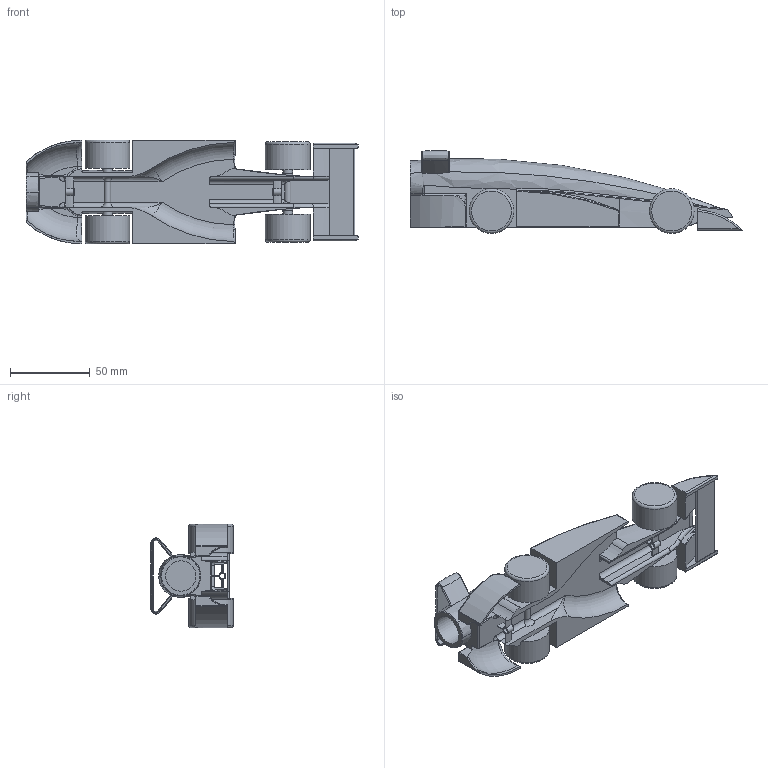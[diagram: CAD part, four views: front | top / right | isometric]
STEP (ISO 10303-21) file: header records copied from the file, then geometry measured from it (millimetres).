
FILE_DESCRIPTION(/* description */ (''),/* implementation_level */ '2;1');
FILE_NAME(/* name */ 'P11 [v12].step',/* time_stamp */ '2024-05-21T21:03:01+04:00',/* author */ (''),/* organization */ (''),/* preprocessor_version */ 'ST-DEVELOPER v20',/* originating_system */ 'Autodesk Translation Framework v13.14.0.145',/* authorisation */ '');
FILE_SCHEMA (('AUTOMOTIVE_DESIGN { 1 0 10303 214 3 1 1 }'));
Length unit declared in the file: millimetre
Products named in the file (2): P11; F1 Wheel [28mm]
Assembly tree (4 placements, depth 2):
  P11
    F1 Wheel [28mm]  x4
Bounding box: 208.03 x 51.99 x 65 mm (x, y, z)
Volume: 191421.2 mm3; surface area: 58113.9 mm2
Topology: 5 solids, 5 shells, 325 faces, 873 edges, 543 vertices
Faces by surface type: cylinder 107, bspline 86, plane 74, torus 48, sphere 6, cone 4
Full cylindrical faces by diameter (mm): 3.5 x2, 6 x6, 19 x1, 28 x4
Entity records: 21922 total; most frequent: CARTESIAN_POINT 14814, ORIENTED_EDGE 1674, DIRECTION 1223, EDGE_CURVE 837, VERTEX_POINT 528, AXIS2_PLACEMENT_3D 490, EDGE_LOOP 317, B_SPLINE_CURVE_WITH_KNOTS 315
